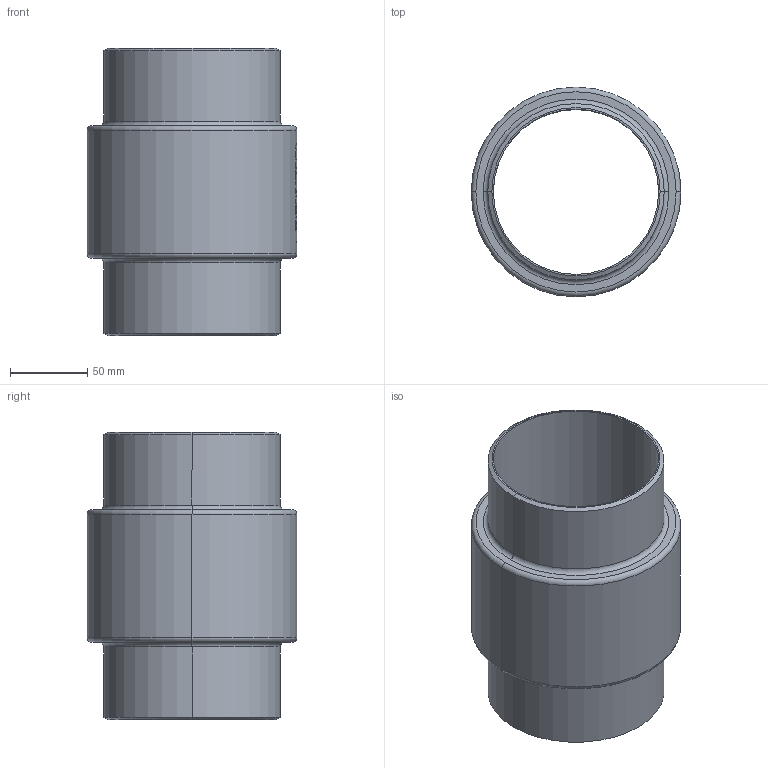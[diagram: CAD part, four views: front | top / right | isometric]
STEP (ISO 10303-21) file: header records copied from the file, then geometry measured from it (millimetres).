
FILE_DESCRIPTION (( 'STEP AP214' ), '1' );
FILE_NAME ('7110000_DN100_ PN40_51420189.STEP', '2022-03-08T07:06:23', ( 'axxx' ), ( 'Hewlett-Packard Company' ), 'SwSTEP 2.0', 'SolidWorks 2019', '' );
FILE_SCHEMA (( 'AUTOMOTIVE_DESIGN' ));
Length unit declared in the file: millimetre
Products named in the file (1): 7110000_DN100_ PN40_51420189
Bounding box: 135.8 x 135.8 x 186 mm (x, y, z)
Volume: 593465.3 mm3; surface area: 147303.8 mm2
Topology: 1 solids, 1 shells, 510 faces, 1359 edges, 902 vertices
Faces by surface type: plane 242, bspline 214, cylinder 42, torus 8, cone 4
Entity records: 28425 total; most frequent: CARTESIAN_POINT 17239, ORIENTED_EDGE 2718, DIRECTION 1562, EDGE_CURVE 1359, VERTEX_POINT 902, VECTOR 736, LINE 736, EDGE_LOOP 563
